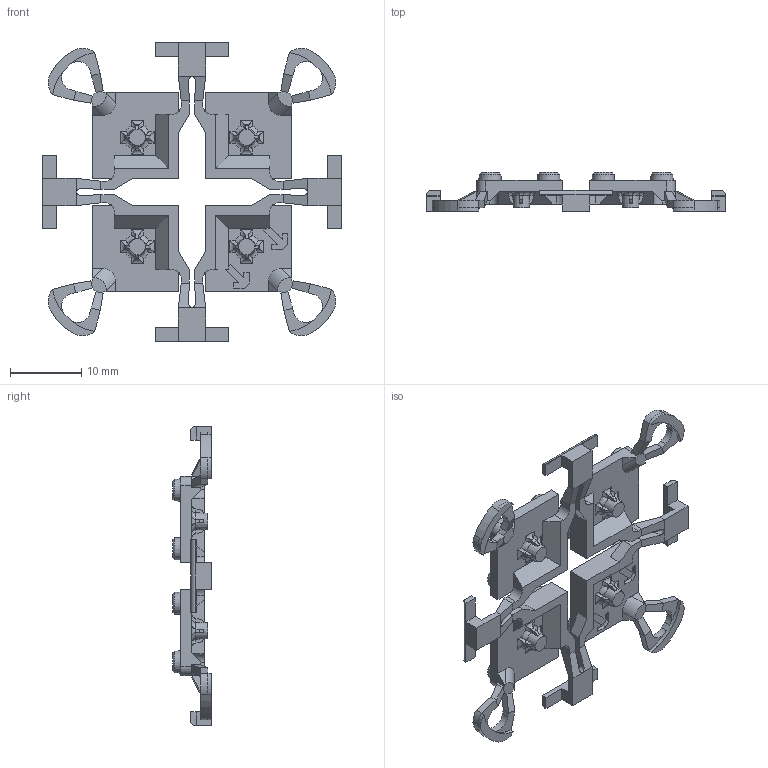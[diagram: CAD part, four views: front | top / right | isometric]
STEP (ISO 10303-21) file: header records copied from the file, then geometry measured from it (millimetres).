
FILE_DESCRIPTION(/* description */ (''),/* implementation_level */ '2;1');
FILE_NAME(/* name */ 'Remote Buttons.stp',/* time_stamp */ '2017-05-05T20:43:33-07:00',/* author */ ('Samuel Clay'),/* organization */ (''),/* preprocessor_version */ 'ST-DEVELOPER v16.1',/* originating_system */ 'Autodesk Inventor 2016',/* authorisation */ '');
FILE_SCHEMA (('AUTOMOTIVE_DESIGN { 1 0 10303 214 3 1 1 }'));
Length unit declared in the file: inch
Products named in the file (1): Remote Buttons
Bounding box: 41.97 x 5.47 x 41.97 mm (x, y, z)
Volume: 1651.4 mm3; surface area: 2991 mm2
Topology: 1 solids, 1 shells, 519 faces, 1353 edges, 846 vertices
Faces by surface type: plane 330, cylinder 124, cone 33, torus 16, bspline 16
Entity records: 16176 total; most frequent: CARTESIAN_POINT 3528, ORIENTED_EDGE 2636, DIRECTION 2584, EDGE_CURVE 1318, LINE 900, VECTOR 900, VERTEX_POINT 842, AXIS2_PLACEMENT_3D 842
